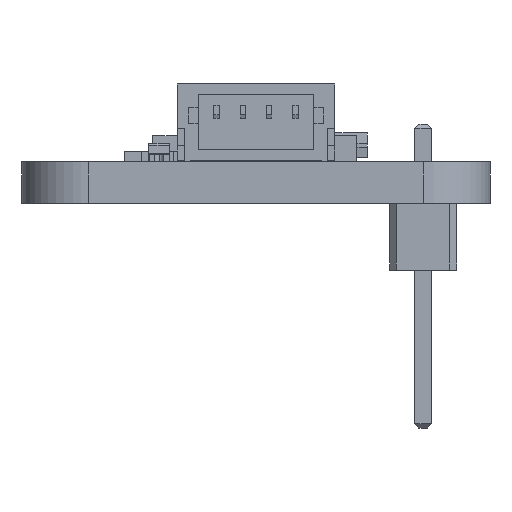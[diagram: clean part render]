
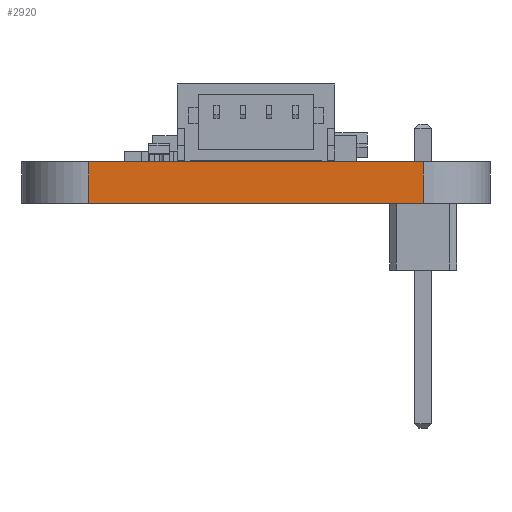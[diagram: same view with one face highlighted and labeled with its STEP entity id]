
A CAD part, left-side view. The second image highlights one B-rep face of the part: STEP entity #2920.
In plain terms, the highlighted planar face has unit normal (-1, 0, 0).
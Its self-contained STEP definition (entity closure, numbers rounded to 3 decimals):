
#2907=AXIS2_PLACEMENT_3D('Plane Axis2P3D',#2904,#2905,#2906) ;
#102=CARTESIAN_POINT('Vertex',(0.,15.24,1.57)) ;
#105=CARTESIAN_POINT('Line Origine',(0.,8.89,1.57)) ;
#109=CARTESIAN_POINT('Vertex',(0.,2.54,1.57)) ;
#1519=CARTESIAN_POINT('Vertex',(0.,15.24,0.)) ;
#1597=CARTESIAN_POINT('Vertex',(0.,2.54,0.)) ;
#1600=CARTESIAN_POINT('Line Origine',(0.,8.89,0.)) ;
#2880=CARTESIAN_POINT('Line Origine',(0.,15.24,0.)) ;
#2904=CARTESIAN_POINT('Axis2P3D Location',(0.,15.24,0.)) ;
#2909=CARTESIAN_POINT('Line Origine',(0.,2.54,0.785)) ;
#106=DIRECTION('Vector Direction',(0.,-1.,0.)) ;
#1601=DIRECTION('Vector Direction',(0.,-1.,0.)) ;
#2881=DIRECTION('Vector Direction',(0.,0.,1.)) ;
#2905=DIRECTION('Axis2P3D Direction',(-1.,0.,0.)) ;
#2906=DIRECTION('Axis2P3D XDirection',(0.,-1.,0.)) ;
#2910=DIRECTION('Vector Direction',(0.,0.,1.)) ;
#107=VECTOR('Line Direction',#106,1.) ;
#1602=VECTOR('Line Direction',#1601,1.) ;
#2882=VECTOR('Line Direction',#2881,1.) ;
#2911=VECTOR('Line Direction',#2910,1.) ;
#2915=ORIENTED_EDGE('',*,*,#1604,.T.) ;
#2916=ORIENTED_EDGE('',*,*,#2913,.T.) ;
#2917=ORIENTED_EDGE('',*,*,#111,.F.) ;
#2918=ORIENTED_EDGE('',*,*,#2884,.F.) ;
#2920=ADVANCED_FACE('',(#2919),#2908,.T.) ;
#111=EDGE_CURVE('',#103,#110,#108,.T.) ;
#1604=EDGE_CURVE('',#1520,#1598,#1603,.T.) ;
#2884=EDGE_CURVE('',#1520,#103,#2883,.T.) ;
#2913=EDGE_CURVE('',#1598,#110,#2912,.T.) ;
#2914=EDGE_LOOP('',(#2915,#2916,#2917,#2918)) ;
#2919=FACE_OUTER_BOUND('',#2914,.T.) ;
#108=LINE('Line',#105,#107) ;
#1603=LINE('Line',#1600,#1602) ;
#2883=LINE('Line',#2880,#2882) ;
#2912=LINE('Line',#2909,#2911) ;
#2908=PLANE('Plane',#2907) ;
#103=VERTEX_POINT('',#102) ;
#110=VERTEX_POINT('',#109) ;
#1520=VERTEX_POINT('',#1519) ;
#1598=VERTEX_POINT('',#1597) ;
